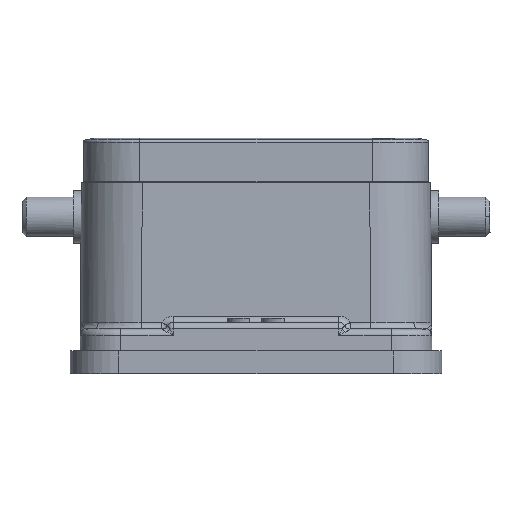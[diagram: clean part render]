
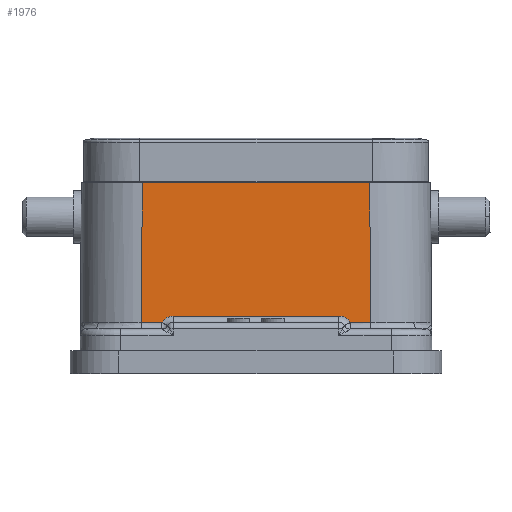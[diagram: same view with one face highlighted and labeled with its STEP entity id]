
A CAD part, left-side view. The second image highlights one B-rep face of the part: STEP entity #1976.
In plain terms, the highlighted planar face has unit normal (-1, 0, 0.009).
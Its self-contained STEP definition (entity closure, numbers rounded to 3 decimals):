
#949=LINE('',#13554,#1463);
#954=LINE('',#13640,#1468);
#970=LINE('',#13764,#1484);
#1020=LINE('',#14499,#1534);
#1021=LINE('',#14506,#1535);
#1022=LINE('',#14507,#1536);
#1463=VECTOR('',#9353,1.);
#1468=VECTOR('',#9362,1.);
#1484=VECTOR('',#9408,1.);
#1534=VECTOR('',#9592,1.);
#1535=VECTOR('',#9595,1.);
#1536=VECTOR('',#9596,1.);
#1976=ADVANCED_FACE('NONE',(#2580),#2248,.T.);
#2248=PLANE('',#8193);
#2580=FACE_OUTER_BOUND('',#3047,.T.);
#3047=EDGE_LOOP('',(#4812,#4813,#4814,#4815,#4816,#4817,#4818,#4819));
#4812=ORIENTED_EDGE('',*,*,#6962,.T.);
#4813=ORIENTED_EDGE('',*,*,#7127,.T.);
#4814=ORIENTED_EDGE('',*,*,#7129,.T.);
#4815=ORIENTED_EDGE('',*,*,#6967,.T.);
#4816=ORIENTED_EDGE('',*,*,#6949,.T.);
#4817=ORIENTED_EDGE('',*,*,#6953,.T.);
#4818=ORIENTED_EDGE('',*,*,#7130,.T.);
#4819=ORIENTED_EDGE('',*,*,#6996,.T.);
#5988=VERTEX_POINT('',#13555);
#5989=VERTEX_POINT('',#13556);
#5992=VERTEX_POINT('',#13585);
#6000=VERTEX_POINT('',#13639);
#6001=VERTEX_POINT('',#13641);
#6004=VERTEX_POINT('',#13671);
#6028=VERTEX_POINT('',#13765);
#6086=VERTEX_POINT('',#14500);
#6949=EDGE_CURVE('NONE',#5988,#5989,#949,.T.);
#6953=EDGE_CURVE('NONE',#5989,#5992,#7683,.T.);
#6962=EDGE_CURVE('NONE',#6001,#6000,#954,.T.);
#6967=EDGE_CURVE('NONE',#6004,#5988,#7689,.T.);
#6996=EDGE_CURVE('NONE',#6028,#6001,#970,.T.);
#7127=EDGE_CURVE('NONE',#6000,#6086,#1020,.T.);
#7129=EDGE_CURVE('NONE',#6086,#6004,#1021,.T.);
#7130=EDGE_CURVE('NONE',#5992,#6028,#1022,.T.);
#7683=B_SPLINE_CURVE_WITH_KNOTS('',3,(#13569,#13570,#13571,#13572,#13573,
#13574,#13575,#13576,#13577,#13578,#13579,#13580,#13581,#13582,#13583,#13584),
 .UNSPECIFIED.,.F.,.F.,(4,1,2,2,2,1,2,2,4),(0.,0.125,0.187,
0.25,0.5,0.625,0.688,
0.75,1.),.UNSPECIFIED.);
#7689=B_SPLINE_CURVE_WITH_KNOTS('',3,(#13655,#13656,#13657,#13658,#13659,
#13660,#13661,#13662,#13663,#13664,#13665,#13666,#13667,#13668,#13669,#13670),
 .UNSPECIFIED.,.F.,.F.,(4,1,2,2,2,1,2,2,4),(0.,0.125,0.188,0.25,
0.5,0.625,0.688,0.75,
1.),.UNSPECIFIED.);
#8193=AXIS2_PLACEMENT_3D('',#14508,#9597,#9598);
#9353=DIRECTION('',(0.,-1.,0.));
#9362=DIRECTION('',(0.,1.,0.));
#9408=DIRECTION('',(0.009,0.009,1.));
#9592=DIRECTION('',(-0.009,0.009,-1.));
#9595=DIRECTION('',(0.,-1.,0.));
#9596=DIRECTION('',(0.,-1.,0.));
#9597=DIRECTION('',(-1.,0.,0.009));
#9598=DIRECTION('',(0.009,0.,1.));
#13554=CARTESIAN_POINT('',(-46.643,23.975,5.593));
#13555=CARTESIAN_POINT('',(-46.643,10.2,5.593));
#13556=CARTESIAN_POINT('',(-46.643,-10.2,5.593));
#13569=CARTESIAN_POINT('',(-46.643,-10.2,5.593));
#13570=CARTESIAN_POINT('',(-46.643,-10.269,5.593));
#13571=CARTESIAN_POINT('',(-46.643,-10.372,5.586));
#13572=CARTESIAN_POINT('',(-46.643,-10.473,5.57));
#13573=CARTESIAN_POINT('',(-46.643,-10.54,5.557));
#13574=CARTESIAN_POINT('',(-46.644,-10.573,5.549));
#13575=CARTESIAN_POINT('',(-46.644,-10.745,5.504));
#13576=CARTESIAN_POINT('',(-46.644,-10.877,5.45));
#13577=CARTESIAN_POINT('',(-46.645,-11.062,5.343));
#13578=CARTESIAN_POINT('',(-46.646,-11.15,5.284));
#13579=CARTESIAN_POINT('',(-46.646,-11.232,5.216));
#13580=CARTESIAN_POINT('',(-46.647,-11.285,5.169));
#13581=CARTESIAN_POINT('',(-46.647,-11.312,5.144));
#13582=CARTESIAN_POINT('',(-46.648,-11.433,5.022));
#13583=CARTESIAN_POINT('',(-46.649,-11.516,4.913));
#13584=CARTESIAN_POINT('',(-46.65,-11.586,4.793));
#13585=CARTESIAN_POINT('',(-46.65,-11.586,4.793));
#13639=CARTESIAN_POINT('',(-46.5,14.,22.));
#13640=CARTESIAN_POINT('',(-46.5,23.975,22.));
#13641=CARTESIAN_POINT('',(-46.5,-14.,22.));
#13655=CARTESIAN_POINT('',(-46.65,11.586,4.793));
#13656=CARTESIAN_POINT('',(-46.65,11.551,4.853));
#13657=CARTESIAN_POINT('',(-46.649,11.494,4.938));
#13658=CARTESIAN_POINT('',(-46.648,11.429,5.018));
#13659=CARTESIAN_POINT('',(-46.648,11.384,5.07));
#13660=CARTESIAN_POINT('',(-46.648,11.362,5.094));
#13661=CARTESIAN_POINT('',(-46.646,11.236,5.221));
#13662=CARTESIAN_POINT('',(-46.646,11.123,5.307));
#13663=CARTESIAN_POINT('',(-46.645,10.938,5.414));
#13664=CARTESIAN_POINT('',(-46.644,10.843,5.461));
#13665=CARTESIAN_POINT('',(-46.644,10.743,5.498));
#13666=CARTESIAN_POINT('',(-46.644,10.676,5.521));
#13667=CARTESIAN_POINT('',(-46.644,10.64,5.532));
#13668=CARTESIAN_POINT('',(-46.643,10.474,5.575));
#13669=CARTESIAN_POINT('',(-46.643,10.338,5.593));
#13670=CARTESIAN_POINT('',(-46.643,10.2,5.593));
#13671=CARTESIAN_POINT('',(-46.65,11.586,4.793));
#13764=CARTESIAN_POINT('',(-46.5,-14.,22.));
#13765=CARTESIAN_POINT('',(-46.65,-14.15,4.793));
#14499=CARTESIAN_POINT('',(-46.5,14.,22.));
#14500=CARTESIAN_POINT('',(-46.65,14.15,4.793));
#14506=CARTESIAN_POINT('',(-46.65,23.975,4.793));
#14507=CARTESIAN_POINT('',(-46.65,23.975,4.793));
#14508=CARTESIAN_POINT('',(-46.5,23.975,22.));
